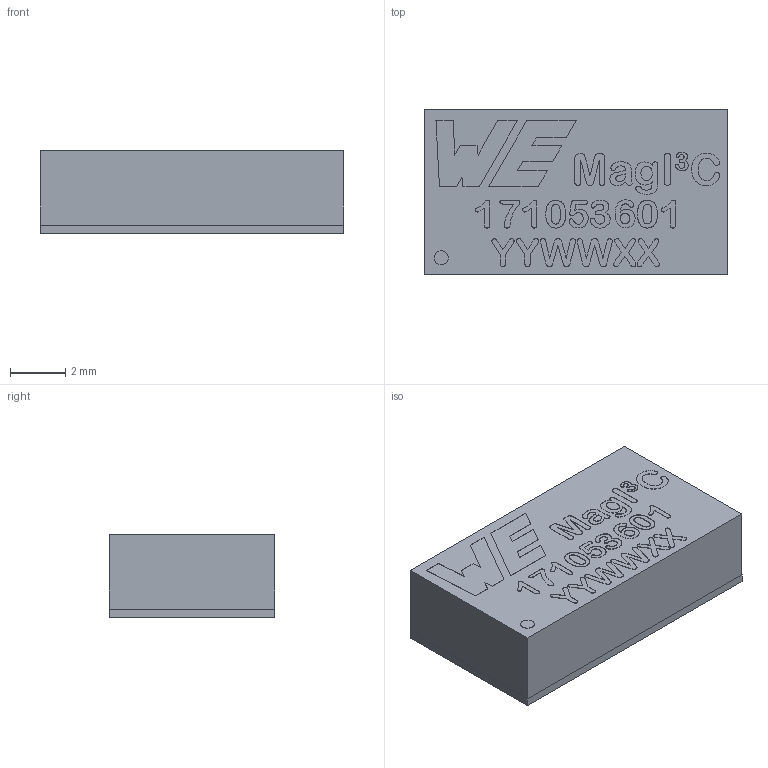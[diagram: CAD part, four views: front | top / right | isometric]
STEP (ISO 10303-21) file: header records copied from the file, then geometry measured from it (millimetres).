
FILE_DESCRIPTION(/* description */ ('Unknown'),/* implementation_level */ '2;1');
FILE_NAME(/* name */ '171053601',/* time_stamp */ '2025-04-22T10:03:12+02:00',/* author */ ('Unknown'),/* organization */ ('Unknown'),/* preprocessor_version */ 'ST-DEVELOPER v19.4',/* originating_system */ 'Solid Edge',/* authorisation */ 'Unknown');
FILE_SCHEMA (('AUTOMOTIVE_DESIGN {1 0 10303 214 3 1 1}'));
Length unit declared in the file: millimetre
Products named in the file (4): 171053601; Body; Cover; Pads
Assembly tree (3 placements, depth 2):
  171053601
    Body
    Cover
    Pads
Bounding box: 11 x 6 x 3 mm (x, y, z)
Volume: 197.8 mm3; surface area: 413.4 mm2
Topology: 28 solids, 28 shells, 1372 faces, 3783 edges, 2522 vertices
Faces by surface type: plane 1187, cylinder 106, bspline 79
Full cylindrical faces by diameter (mm): 0.507 x1
Entity records: 53228 total; most frequent: CARTESIAN_POINT 10753, ORIENTED_EDGE 7564, DIRECTION 6426, EDGE_CURVE 3782, LINE 3408, VECTOR 3408, VERTEX_POINT 2522, AXIS2_PLACEMENT_3D 1509
